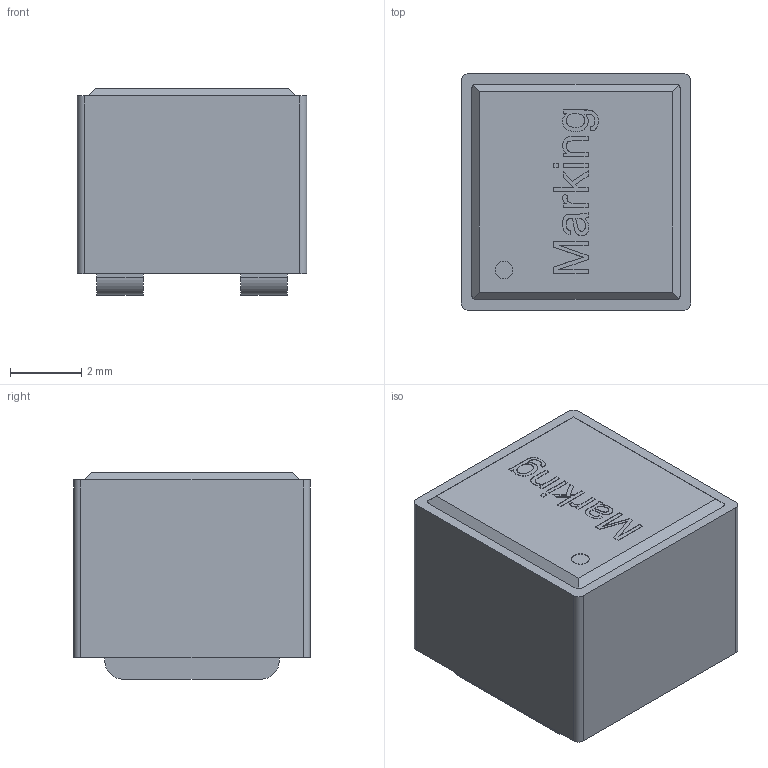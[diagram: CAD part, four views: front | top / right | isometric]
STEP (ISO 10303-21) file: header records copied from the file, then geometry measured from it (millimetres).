
FILE_DESCRIPTION(('FreeCAD Model'),'2;1');
FILE_NAME('1.step','2017-06-13T17:48:10',( 'kicad StepUp'),('ksu MCAD'),'Open CASCADE STEP processor 6.8', 'FreeCAD','Unknown');
FILE_SCHEMA(('AUTOMOTIVE_DESIGN_CC2 { 1 2 10303 214 -1 1 5 4 }'));
Length unit declared in the file: millimetre
Products named in the file (2): ASSEMBLY; 1
Assembly tree (1 placements, depth 2):
  ASSEMBLY
    1
Bounding box: 6.45 x 6.65 x 5.8 mm (x, y, z)
Volume: 228.3 mm3; surface area: 230.6 mm2
Topology: 1 solids, 1 shells, 107 faces, 273 edges, 182 vertices
Faces by surface type: plane 78, extrusion 16, cylinder 13
Full cylindrical faces by diameter (mm): 0.5 x1
Entity records: 4629 total; most frequent: CARTESIAN_POINT 1467, ORIENTED_EDGE 546, DIRECTION 379, EDGE_CURVE 273, VERTEX_POINT 182, B_SPLINE_CURVE_WITH_KNOTS 142, VECTOR 133, AXIS2_PLACEMENT_3D 123
